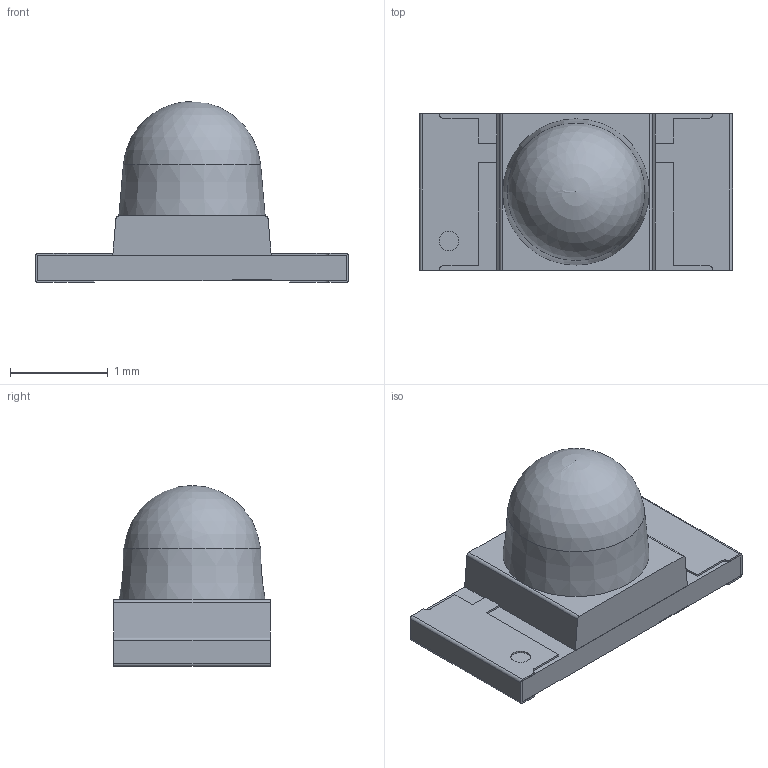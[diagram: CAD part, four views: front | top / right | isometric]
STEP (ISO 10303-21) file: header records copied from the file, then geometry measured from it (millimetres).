
FILE_DESCRIPTION( ( 'Unknown' ), '1' );
FILE_NAME( '156120BS82500.stp', 'Unknown', ( 'Unknown' ), ( 'Unknown' ), 'PSStep 18.0.17', 'Unknown', ' ' );
FILE_SCHEMA( ( 'AUTOMOTIVE_DESIGN { 1 0 10303 214 1 1 1 1 }' ) );
Length unit declared in the file: millimetre
Products named in the file (7): Assem1; Base; Contacts; Cup; Marking; LED
Assembly tree (6 placements, depth 2):
  Assem1
    Base
    Contacts
    Contacts
    Cup
    Marking
    LED
Bounding box: 3.2 x 1.6 x 1.85 mm (x, y, z)
Volume: 3.9 mm3; surface area: 36.7 mm2
Topology: 6 solids, 6 shells, 127 faces, 342 edges, 227 vertices
Faces by surface type: plane 102, cylinder 23, cone 1, sphere 1
Full cylindrical faces by diameter (mm): 0.2 x1
Entity records: 5050 total; most frequent: CARTESIAN_POINT 697, ORIENTED_EDGE 674, DIRECTION 654, EDGE_CURVE 337, LINE 288, VECTOR 288, VERTEX_POINT 226, AXIS2_PLACEMENT_3D 183
